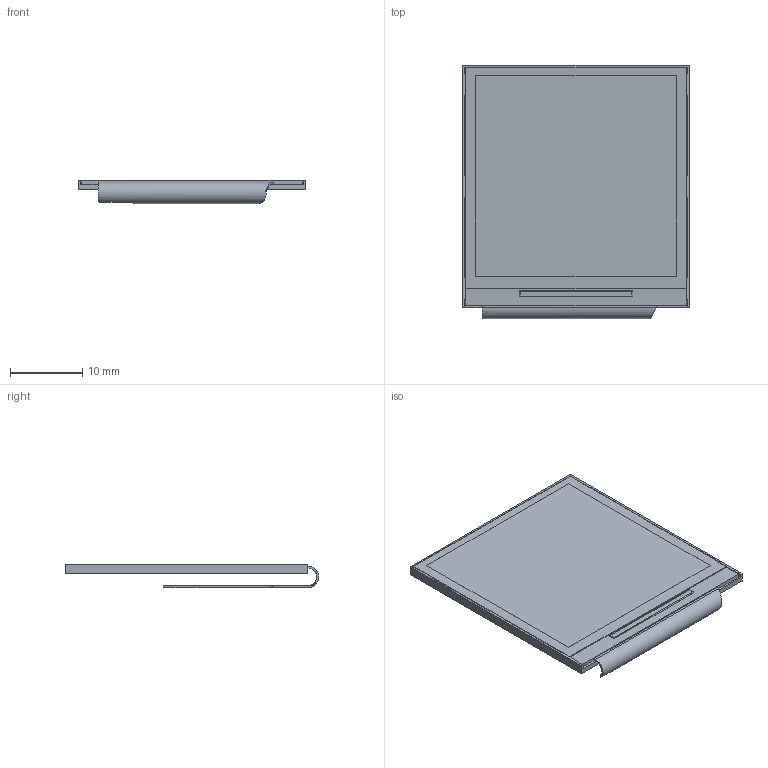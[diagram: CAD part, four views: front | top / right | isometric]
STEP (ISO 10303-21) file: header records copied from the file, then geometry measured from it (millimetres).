
FILE_DESCRIPTION(/* description */ ('Unknown'),/* implementation_level */ '2;1');
FILE_NAME(/* name */ '1.54 TFT IPS - 22P - Reverse Mount - With Glass',/* time_stamp */ '2019-10-09T14:04:09-04:00',/* author */ ('John Loeffler'),/* organization */ ('Unknown'),/* preprocessor_version */ 'ST-DEVELOPER v16.7',/* originating_system */ 'DEX',/* authorisation */ $);
FILE_SCHEMA (('AUTOMOTIVE_DESIGN {1 0 10303 214 3 1 1}'));
Length unit declared in the file: millimetre
Products named in the file (1): 1.54 TFT IPS - 22P - Reverse Mount - With Glass
Bounding box: 31.39 x 35.06 x 3.3 mm (x, y, z)
Volume: 1506.9 mm3; surface area: 3301.2 mm2
Topology: 1 solids, 14 shells, 341 faces, 902 edges, 593 vertices
Faces by surface type: plane 279, bspline 42, cylinder 16, sphere 4
Entity records: 14790 total; most frequent: CARTESIAN_POINT 4557, ORIENTED_EDGE 1788, DIRECTION 1273, EDGE_CURVE 894, LINE 611, VECTOR 611, VERTEX_POINT 593, EDGE_LOOP 361
